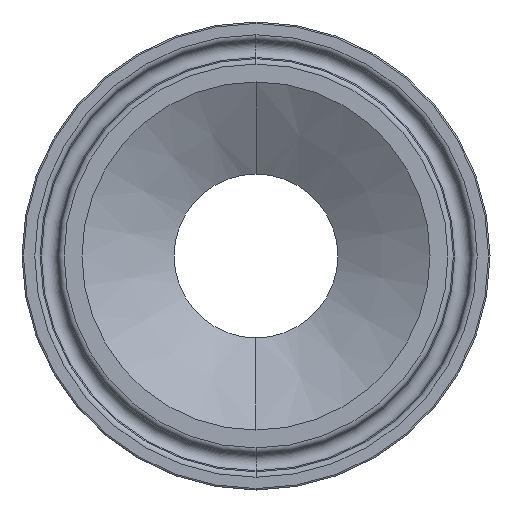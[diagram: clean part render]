
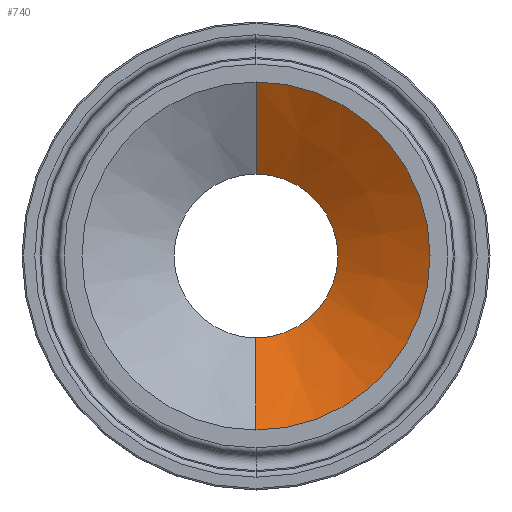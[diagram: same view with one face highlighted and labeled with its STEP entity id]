
A CAD part, left-side view. The second image highlights one B-rep face of the part: STEP entity #740.
In plain terms, the highlighted conical face has half-angle 60.016 degrees and reference radius 23.8 mm.
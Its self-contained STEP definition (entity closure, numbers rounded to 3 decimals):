
#20 = DIRECTION ( 'NONE',  ( -1., 0., 0. ) ) ;
#23 = CONICAL_SURFACE ( 'NONE', #799, 23.8, 1.047 ) ;
#77 = CARTESIAN_POINT ( 'NONE',  ( 0., 0., 23.8 ) ) ;
#112 = CARTESIAN_POINT ( 'NONE',  ( 0., 0., 0. ) ) ;
#132 = CIRCLE ( 'NONE', #374, 11.2 ) ;
#169 = VERTEX_POINT ( 'NONE', #722 ) ;
#205 = DIRECTION ( 'NONE',  ( 1., 0., 0. ) ) ;
#241 = LINE ( 'NONE', #518, #426 ) ;
#255 = EDGE_LOOP ( 'NONE', ( #1048, #652, #1031, #1068 ) ) ;
#326 = CARTESIAN_POINT ( 'NONE',  ( 0., 0., 23.8 ) ) ;
#334 = VERTEX_POINT ( 'NONE', #77 ) ;
#349 = EDGE_CURVE ( 'NONE', #418, #943, #132, .T. ) ;
#374 = AXIS2_PLACEMENT_3D ( 'NONE', #749, #205, #990 ) ;
#404 = AXIS2_PLACEMENT_3D ( 'NONE', #804, #610, #991 ) ;
#418 = VERTEX_POINT ( 'NONE', #606 ) ;
#426 = VECTOR ( 'NONE', #1084, 1000. ) ;
#445 = LINE ( 'NONE', #326, #739 ) ;
#496 = EDGE_CURVE ( 'NONE', #943, #169, #241, .T. ) ;
#518 = CARTESIAN_POINT ( 'NONE',  ( 0., 0., -23.8 ) ) ;
#531 = EDGE_CURVE ( 'NONE', #334, #169, #1103, .T. ) ;
#606 = CARTESIAN_POINT ( 'NONE',  ( 7.27, 0., 11.2 ) ) ;
#610 = DIRECTION ( 'NONE',  ( 1., 0., 0. ) ) ;
#652 = ORIENTED_EDGE ( 'NONE', *, *, #496, .T. ) ;
#658 = EDGE_CURVE ( 'NONE', #418, #334, #445, .T. ) ;
#722 = CARTESIAN_POINT ( 'NONE',  ( 0., 0., -23.8 ) ) ;
#739 = VECTOR ( 'NONE', #770, 1000. ) ;
#740 = ADVANCED_FACE ( 'NONE', ( #1011 ), #23, .F. ) ;
#749 = CARTESIAN_POINT ( 'NONE',  ( 7.27, 0., 0. ) ) ;
#770 = DIRECTION ( 'NONE',  ( -0.5, 0., 0.866 ) ) ;
#799 = AXIS2_PLACEMENT_3D ( 'NONE', #112, #20, #1022 ) ;
#804 = CARTESIAN_POINT ( 'NONE',  ( 0., 0., 0. ) ) ;
#943 = VERTEX_POINT ( 'NONE', #1043 ) ;
#990 = DIRECTION ( 'NONE',  ( 0., 0., -1. ) ) ;
#991 = DIRECTION ( 'NONE',  ( 0., 0., -1. ) ) ;
#1011 = FACE_OUTER_BOUND ( 'NONE', #255, .T. ) ;
#1022 = DIRECTION ( 'NONE',  ( 0., 0., 1. ) ) ;
#1031 = ORIENTED_EDGE ( 'NONE', *, *, #531, .F. ) ;
#1043 = CARTESIAN_POINT ( 'NONE',  ( 7.27, 0., -11.2 ) ) ;
#1048 = ORIENTED_EDGE ( 'NONE', *, *, #349, .T. ) ;
#1068 = ORIENTED_EDGE ( 'NONE', *, *, #658, .F. ) ;
#1084 = DIRECTION ( 'NONE',  ( -0.5, 0., -0.866 ) ) ;
#1103 = CIRCLE ( 'NONE', #404, 23.8 ) ;
